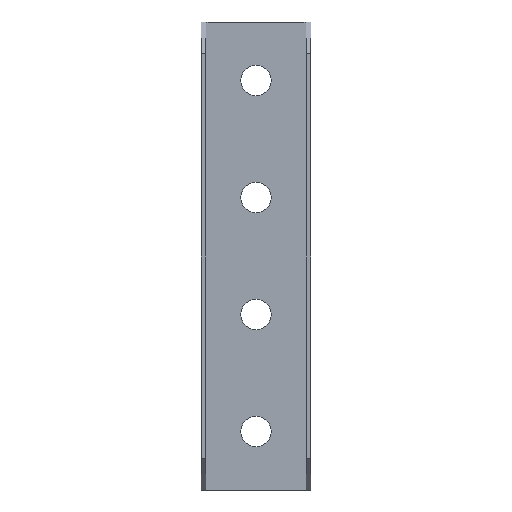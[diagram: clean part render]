
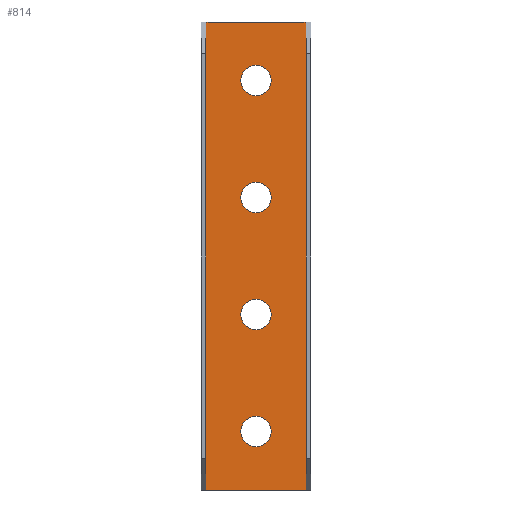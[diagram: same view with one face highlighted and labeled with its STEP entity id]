
A CAD part, front view. The second image highlights one B-rep face of the part: STEP entity #814.
In plain terms, the highlighted planar face has unit normal (0, -1, 0).
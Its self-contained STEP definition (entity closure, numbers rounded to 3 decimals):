
#8 = DIRECTION ( 'NONE',  ( -1., 0., 0. ) ) ;
#9 = EDGE_CURVE ( 'NONE', #744, #86, #777, .T. ) ;
#18 = EDGE_LOOP ( 'NONE', ( #747, #883 ) ) ;
#26 = DIRECTION ( 'NONE',  ( -1., 0., 0. ) ) ;
#27 = CIRCLE ( 'NONE', #341, 6.5 ) ;
#39 = CARTESIAN_POINT ( 'NONE',  ( 0., 0., 75. ) ) ;
#41 = EDGE_CURVE ( 'NONE', #343, #761, #490, .T. ) ;
#51 = CARTESIAN_POINT ( 'NONE',  ( 0., 0., -75. ) ) ;
#54 = EDGE_CURVE ( 'NONE', #147, #779, #850, .T. ) ;
#70 = LINE ( 'NONE', #615, #939 ) ;
#77 = AXIS2_PLACEMENT_3D ( 'NONE', #51, #539, #464 ) ;
#81 = VECTOR ( 'NONE', #26, 1000. ) ;
#82 = EDGE_CURVE ( 'NONE', #110, #116, #722, .T. ) ;
#86 = VERTEX_POINT ( 'NONE', #659 ) ;
#88 = LINE ( 'NONE', #245, #81 ) ;
#90 = DIRECTION ( 'NONE',  ( 0., 0., -1. ) ) ;
#91 = DIRECTION ( 'NONE',  ( 0., 1., 0. ) ) ;
#99 = CARTESIAN_POINT ( 'NONE',  ( -21.5, 0., 100. ) ) ;
#109 = CARTESIAN_POINT ( 'NONE',  ( -19.5, 0., 100. ) ) ;
#110 = VERTEX_POINT ( 'NONE', #729 ) ;
#116 = VERTEX_POINT ( 'NONE', #185 ) ;
#122 = CARTESIAN_POINT ( 'NONE',  ( 19.5, 0., -100. ) ) ;
#125 = VECTOR ( 'NONE', #129, 1000. ) ;
#129 = DIRECTION ( 'NONE',  ( -1., 0., 0. ) ) ;
#132 = PLANE ( 'NONE',  #203 ) ;
#145 = VECTOR ( 'NONE', #8, 1000. ) ;
#147 = VERTEX_POINT ( 'NONE', #629 ) ;
#148 = DIRECTION ( 'NONE',  ( 0., 0., -1. ) ) ;
#153 = EDGE_CURVE ( 'NONE', #761, #343, #368, .T. ) ;
#157 = EDGE_CURVE ( 'NONE', #116, #110, #27, .T. ) ;
#171 = EDGE_LOOP ( 'NONE', ( #837, #456, #991, #828, #560, #980, #526, #839 ) ) ;
#174 = CARTESIAN_POINT ( 'NONE',  ( 21.5, 0., -100. ) ) ;
#185 = CARTESIAN_POINT ( 'NONE',  ( 0., 0., 81.5 ) ) ;
#203 = AXIS2_PLACEMENT_3D ( 'NONE', #910, #670, #148 ) ;
#211 = FACE_BOUND ( 'NONE', #739, .T. ) ;
#213 = EDGE_LOOP ( 'NONE', ( #568, #797 ) ) ;
#224 = LINE ( 'NONE', #820, #125 ) ;
#234 = VERTEX_POINT ( 'NONE', #109 ) ;
#236 = DIRECTION ( 'NONE',  ( -1., 0., 0. ) ) ;
#241 = DIRECTION ( 'NONE',  ( 0., 0., -1. ) ) ;
#245 = CARTESIAN_POINT ( 'NONE',  ( -21.5, 0., 100. ) ) ;
#246 = CARTESIAN_POINT ( 'NONE',  ( 0., 0., -31.5 ) ) ;
#249 = DIRECTION ( 'NONE',  ( 0., 0., -1. ) ) ;
#265 = AXIS2_PLACEMENT_3D ( 'NONE', #551, #959, #241 ) ;
#267 = CARTESIAN_POINT ( 'NONE',  ( 21.5, 0., 100. ) ) ;
#270 = CARTESIAN_POINT ( 'NONE',  ( -19.5, 0., -100. ) ) ;
#277 = ORIENTED_EDGE ( 'NONE', *, *, #82, .T. ) ;
#278 = VECTOR ( 'NONE', #413, 1000. ) ;
#289 = ORIENTED_EDGE ( 'NONE', *, *, #157, .T. ) ;
#291 = AXIS2_PLACEMENT_3D ( 'NONE', #915, #754, #745 ) ;
#292 = DIRECTION ( 'NONE',  ( 0., 0., -1. ) ) ;
#306 = CARTESIAN_POINT ( 'NONE',  ( 0., 0., -25. ) ) ;
#309 = CIRCLE ( 'NONE', #291, 6.5 ) ;
#310 = CIRCLE ( 'NONE', #265, 6.5 ) ;
#311 = CARTESIAN_POINT ( 'NONE',  ( 21.5, 0., 100. ) ) ;
#316 = DIRECTION ( 'NONE',  ( 0., 0., -1. ) ) ;
#332 = CARTESIAN_POINT ( 'NONE',  ( 0., 0., 75. ) ) ;
#337 = VERTEX_POINT ( 'NONE', #606 ) ;
#338 = EDGE_CURVE ( 'NONE', #147, #234, #224, .T. ) ;
#341 = AXIS2_PLACEMENT_3D ( 'NONE', #332, #91, #249 ) ;
#343 = VERTEX_POINT ( 'NONE', #446 ) ;
#354 = EDGE_CURVE ( 'NONE', #619, #337, #386, .T. ) ;
#356 = AXIS2_PLACEMENT_3D ( 'NONE', #634, #469, #90 ) ;
#368 = CIRCLE ( 'NONE', #472, 6.5 ) ;
#381 = DIRECTION ( 'NONE',  ( 0., 0., -1. ) ) ;
#386 = CIRCLE ( 'NONE', #77, 6.5 ) ;
#413 = DIRECTION ( 'NONE',  ( 0., 0., 1. ) ) ;
#446 = CARTESIAN_POINT ( 'NONE',  ( 0., 0., 31.5 ) ) ;
#454 = CARTESIAN_POINT ( 'NONE',  ( 21.5, 0., 100. ) ) ;
#456 = ORIENTED_EDGE ( 'NONE', *, *, #9, .T. ) ;
#464 = DIRECTION ( 'NONE',  ( 0., 0., -1. ) ) ;
#469 = DIRECTION ( 'NONE',  ( 0., 1., 0. ) ) ;
#472 = AXIS2_PLACEMENT_3D ( 'NONE', #1008, #790, #316 ) ;
#482 = VERTEX_POINT ( 'NONE', #246 ) ;
#485 = CARTESIAN_POINT ( 'NONE',  ( -21.5, 0., 100. ) ) ;
#490 = CIRCLE ( 'NONE', #356, 6.5 ) ;
#496 = CARTESIAN_POINT ( 'NONE',  ( 0., 0., 18.5 ) ) ;
#526 = ORIENTED_EDGE ( 'NONE', *, *, #604, .F. ) ;
#539 = DIRECTION ( 'NONE',  ( 0., 1., 0. ) ) ;
#551 = CARTESIAN_POINT ( 'NONE',  ( 0., 0., -25. ) ) ;
#560 = ORIENTED_EDGE ( 'NONE', *, *, #338, .T. ) ;
#568 = ORIENTED_EDGE ( 'NONE', *, *, #41, .T. ) ;
#575 = LINE ( 'NONE', #267, #738 ) ;
#577 = EDGE_CURVE ( 'NONE', #931, #657, #861, .T. ) ;
#578 = VERTEX_POINT ( 'NONE', #485 ) ;
#595 = FACE_BOUND ( 'NONE', #597, .T. ) ;
#597 = EDGE_LOOP ( 'NONE', ( #944, #630 ) ) ;
#604 = EDGE_CURVE ( 'NONE', #657, #578, #787, .T. ) ;
#605 = FACE_BOUND ( 'NONE', #213, .T. ) ;
#606 = CARTESIAN_POINT ( 'NONE',  ( 0., 0., -68.5 ) ) ;
#615 = CARTESIAN_POINT ( 'NONE',  ( 21.5, 0., -100. ) ) ;
#619 = VERTEX_POINT ( 'NONE', #922 ) ;
#628 = DIRECTION ( 'NONE',  ( 1., 0., 0. ) ) ;
#629 = CARTESIAN_POINT ( 'NONE',  ( 19.5, 0., 100. ) ) ;
#630 = ORIENTED_EDGE ( 'NONE', *, *, #914, .T. ) ;
#634 = CARTESIAN_POINT ( 'NONE',  ( 0., 0., 25. ) ) ;
#657 = VERTEX_POINT ( 'NONE', #955 ) ;
#658 = DIRECTION ( 'NONE',  ( 0., 0., 1. ) ) ;
#659 = CARTESIAN_POINT ( 'NONE',  ( 21.5, 0., -100. ) ) ;
#666 = EDGE_CURVE ( 'NONE', #86, #779, #575, .T. ) ;
#670 = DIRECTION ( 'NONE',  ( 0., -1., 0. ) ) ;
#712 = DIRECTION ( 'NONE',  ( 1., 0., 0. ) ) ;
#722 = CIRCLE ( 'NONE', #785, 6.5 ) ;
#729 = CARTESIAN_POINT ( 'NONE',  ( 0., 0., 68.5 ) ) ;
#735 = VERTEX_POINT ( 'NONE', #815 ) ;
#738 = VECTOR ( 'NONE', #658, 1000. ) ;
#739 = EDGE_LOOP ( 'NONE', ( #289, #277 ) ) ;
#744 = VERTEX_POINT ( 'NONE', #122 ) ;
#745 = DIRECTION ( 'NONE',  ( 0., 0., -1. ) ) ;
#747 = ORIENTED_EDGE ( 'NONE', *, *, #826, .T. ) ;
#754 = DIRECTION ( 'NONE',  ( 0., 1., 0. ) ) ;
#761 = VERTEX_POINT ( 'NONE', #496 ) ;
#777 = LINE ( 'NONE', #846, #943 ) ;
#779 = VERTEX_POINT ( 'NONE', #454 ) ;
#785 = AXIS2_PLACEMENT_3D ( 'NONE', #39, #794, #292 ) ;
#787 = LINE ( 'NONE', #99, #278 ) ;
#790 = DIRECTION ( 'NONE',  ( 0., 1., 0. ) ) ;
#794 = DIRECTION ( 'NONE',  ( 0., 1., 0. ) ) ;
#797 = ORIENTED_EDGE ( 'NONE', *, *, #153, .T. ) ;
#798 = DIRECTION ( 'NONE',  ( 0., 1., 0. ) ) ;
#814 = ADVANCED_FACE ( 'NONE', ( #894, #211, #595, #605, #829 ), #132, .T. ) ;
#815 = CARTESIAN_POINT ( 'NONE',  ( 0., 0., -18.5 ) ) ;
#820 = CARTESIAN_POINT ( 'NONE',  ( 21.5, 0., 100. ) ) ;
#821 = AXIS2_PLACEMENT_3D ( 'NONE', #306, #798, #381 ) ;
#826 = EDGE_CURVE ( 'NONE', #337, #619, #309, .T. ) ;
#828 = ORIENTED_EDGE ( 'NONE', *, *, #54, .F. ) ;
#829 = FACE_OUTER_BOUND ( 'NONE', #171, .T. ) ;
#837 = ORIENTED_EDGE ( 'NONE', *, *, #995, .F. ) ;
#839 = ORIENTED_EDGE ( 'NONE', *, *, #577, .F. ) ;
#846 = CARTESIAN_POINT ( 'NONE',  ( 21.5, 0., -100. ) ) ;
#850 = LINE ( 'NONE', #311, #983 ) ;
#861 = LINE ( 'NONE', #174, #145 ) ;
#883 = ORIENTED_EDGE ( 'NONE', *, *, #354, .T. ) ;
#887 = CIRCLE ( 'NONE', #821, 6.5 ) ;
#894 = FACE_BOUND ( 'NONE', #18, .T. ) ;
#896 = EDGE_CURVE ( 'NONE', #234, #578, #88, .T. ) ;
#907 = EDGE_CURVE ( 'NONE', #735, #482, #310, .T. ) ;
#910 = CARTESIAN_POINT ( 'NONE',  ( 21.5, 0., 100. ) ) ;
#914 = EDGE_CURVE ( 'NONE', #482, #735, #887, .T. ) ;
#915 = CARTESIAN_POINT ( 'NONE',  ( 0., 0., -75. ) ) ;
#922 = CARTESIAN_POINT ( 'NONE',  ( 0., 0., -81.5 ) ) ;
#931 = VERTEX_POINT ( 'NONE', #270 ) ;
#939 = VECTOR ( 'NONE', #236, 1000. ) ;
#943 = VECTOR ( 'NONE', #628, 1000. ) ;
#944 = ORIENTED_EDGE ( 'NONE', *, *, #907, .T. ) ;
#955 = CARTESIAN_POINT ( 'NONE',  ( -21.5, 0., -100. ) ) ;
#959 = DIRECTION ( 'NONE',  ( 0., 1., 0. ) ) ;
#980 = ORIENTED_EDGE ( 'NONE', *, *, #896, .T. ) ;
#983 = VECTOR ( 'NONE', #712, 1000. ) ;
#991 = ORIENTED_EDGE ( 'NONE', *, *, #666, .T. ) ;
#995 = EDGE_CURVE ( 'NONE', #744, #931, #70, .T. ) ;
#1008 = CARTESIAN_POINT ( 'NONE',  ( 0., 0., 25. ) ) ;
